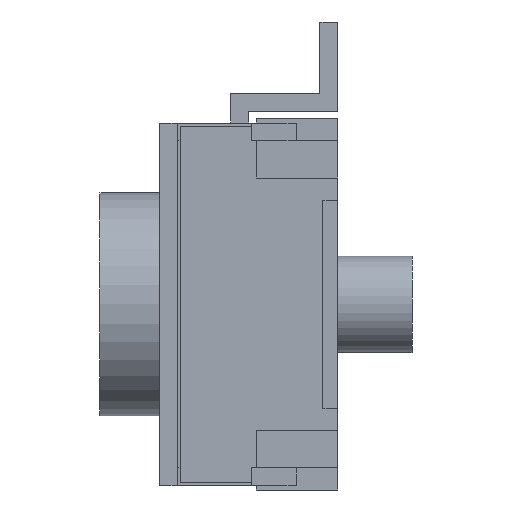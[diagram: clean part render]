
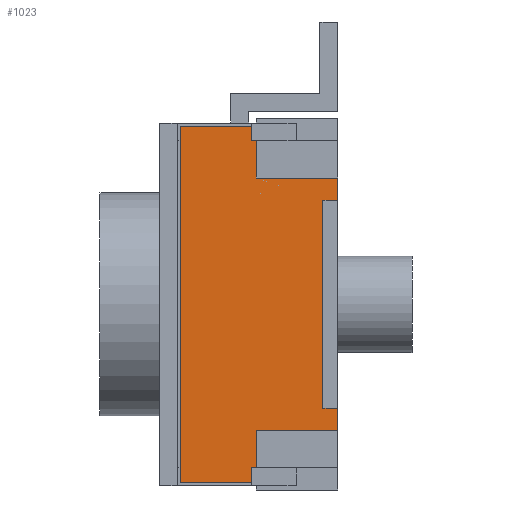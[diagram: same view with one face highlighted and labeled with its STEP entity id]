
A CAD part, left-side view. The second image highlights one B-rep face of the part: STEP entity #1023.
In plain terms, the highlighted planar face has unit normal (-1, 0, 0).
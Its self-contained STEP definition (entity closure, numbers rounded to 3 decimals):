
#3 = CARTESIAN_POINT ( 'NONE',  ( -1.5, 1.06, -1.2 ) ) ;
#37 = CARTESIAN_POINT ( 'NONE',  ( -1.5, 0.58, 1.1 ) ) ;
#70 = DIRECTION ( 'NONE',  ( 1., 0., 0. ) ) ;
#76 = LINE ( 'NONE', #121, #1006 ) ;
#87 = CARTESIAN_POINT ( 'NONE',  ( -1.5, 1.06, -1.2 ) ) ;
#115 = DIRECTION ( 'NONE',  ( 0., 0., -1. ) ) ;
#121 = CARTESIAN_POINT ( 'NONE',  ( -1.5, 0.58, 1.22 ) ) ;
#158 = VECTOR ( 'NONE', #478, 1000. ) ;
#161 = CARTESIAN_POINT ( 'NONE',  ( -1.5, 0.55, 0.85 ) ) ;
#163 = VECTOR ( 'NONE', #2522, 1000. ) ;
#184 = ORIENTED_EDGE ( 'NONE', *, *, #1525, .F. ) ;
#206 = LINE ( 'NONE', #3, #669 ) ;
#216 = VERTEX_POINT ( 'NONE', #874 ) ;
#244 = CARTESIAN_POINT ( 'NONE',  ( -1.5, 1.06, -0.7 ) ) ;
#245 = VERTEX_POINT ( 'NONE', #2487 ) ;
#266 = EDGE_CURVE ( 'NONE', #2486, #216, #76, .T. ) ;
#326 = ORIENTED_EDGE ( 'NONE', *, *, #608, .F. ) ;
#345 = ORIENTED_EDGE ( 'NONE', *, *, #1456, .T. ) ;
#403 = CARTESIAN_POINT ( 'NONE',  ( -1.5, 1.06, 1.2 ) ) ;
#451 = DIRECTION ( 'NONE',  ( 0., 0., -1. ) ) ;
#459 = DIRECTION ( 'NONE',  ( 0., 1., 0. ) ) ;
#463 = DIRECTION ( 'NONE',  ( 0., 0., 1. ) ) ;
#478 = DIRECTION ( 'NONE',  ( 0., 0., -1. ) ) ;
#524 = EDGE_CURVE ( 'NONE', #768, #674, #206, .T. ) ;
#525 = ORIENTED_EDGE ( 'NONE', *, *, #1606, .T. ) ;
#538 = EDGE_CURVE ( 'NONE', #939, #1563, #668, .T. ) ;
#567 = ORIENTED_EDGE ( 'NONE', *, *, #538, .F. ) ;
#592 = AXIS2_PLACEMENT_3D ( 'NONE', #1173, #70, #2058 ) ;
#608 = EDGE_CURVE ( 'NONE', #245, #674, #2223, .T. ) ;
#630 = LINE ( 'NONE', #1544, #673 ) ;
#651 = CARTESIAN_POINT ( 'NONE',  ( -1.5, 0., -0.7 ) ) ;
#655 = CARTESIAN_POINT ( 'NONE',  ( -1.5, 0.55, -0.85 ) ) ;
#668 = LINE ( 'NONE', #161, #158 ) ;
#669 = VECTOR ( 'NONE', #2656, 1000. ) ;
#673 = VECTOR ( 'NONE', #1511, 1000. ) ;
#674 = VERTEX_POINT ( 'NONE', #788 ) ;
#675 = ORIENTED_EDGE ( 'NONE', *, *, #2776, .F. ) ;
#741 = VERTEX_POINT ( 'NONE', #2077 ) ;
#763 = LINE ( 'NONE', #1417, #1411 ) ;
#768 = VERTEX_POINT ( 'NONE', #87 ) ;
#776 = ORIENTED_EDGE ( 'NONE', *, *, #2345, .T. ) ;
#788 = CARTESIAN_POINT ( 'NONE',  ( -1.5, 0.58, -1.2 ) ) ;
#817 = VERTEX_POINT ( 'NONE', #2825 ) ;
#832 = DIRECTION ( 'NONE',  ( 0., -1., 0. ) ) ;
#874 = CARTESIAN_POINT ( 'NONE',  ( -1.5, 0.58, 1.2 ) ) ;
#930 = EDGE_CURVE ( 'NONE', #2817, #1971, #2260, .T. ) ;
#939 = VERTEX_POINT ( 'NONE', #1763 ) ;
#951 = CARTESIAN_POINT ( 'NONE',  ( -1.5, 1.06, 1.1 ) ) ;
#977 = ORIENTED_EDGE ( 'NONE', *, *, #930, .T. ) ;
#982 = ORIENTED_EDGE ( 'NONE', *, *, #1886, .T. ) ;
#999 = CARTESIAN_POINT ( 'NONE',  ( -1.5, 1.06, -1.1 ) ) ;
#1006 = VECTOR ( 'NONE', #1220, 1000. ) ;
#1023 = ADVANCED_FACE ( 'NONE', ( #2652 ), #2727, .F. ) ;
#1034 = CARTESIAN_POINT ( 'NONE',  ( -1.5, 0., 1.22 ) ) ;
#1043 = ORIENTED_EDGE ( 'NONE', *, *, #1413, .F. ) ;
#1136 = VECTOR ( 'NONE', #2401, 1000. ) ;
#1142 = DIRECTION ( 'NONE',  ( 0., 1., 0. ) ) ;
#1152 = VECTOR ( 'NONE', #832, 1000. ) ;
#1173 = CARTESIAN_POINT ( 'NONE',  ( -1.5, 1.06, 1.22 ) ) ;
#1220 = DIRECTION ( 'NONE',  ( 0., 0., 1. ) ) ;
#1349 = EDGE_CURVE ( 'NONE', #2435, #817, #2076, .T. ) ;
#1358 = CARTESIAN_POINT ( 'NONE',  ( -1.5, 1.06, 1.22 ) ) ;
#1411 = VECTOR ( 'NONE', #115, 1000. ) ;
#1413 = EDGE_CURVE ( 'NONE', #2647, #1971, #763, .T. ) ;
#1417 = CARTESIAN_POINT ( 'NONE',  ( -1.5, 0.1, 1.22 ) ) ;
#1436 = ORIENTED_EDGE ( 'NONE', *, *, #524, .T. ) ;
#1456 = EDGE_CURVE ( 'NONE', #817, #2817, #2140, .T. ) ;
#1467 = CARTESIAN_POINT ( 'NONE',  ( -1.5, 1.06, 0.7 ) ) ;
#1475 = CARTESIAN_POINT ( 'NONE',  ( -1.5, 0.1, 0.7 ) ) ;
#1490 = DIRECTION ( 'NONE',  ( 0., 0., 1. ) ) ;
#1511 = DIRECTION ( 'NONE',  ( 0., -1., 0. ) ) ;
#1525 = EDGE_CURVE ( 'NONE', #1563, #2410, #630, .T. ) ;
#1544 = CARTESIAN_POINT ( 'NONE',  ( -1.5, 0.55, 0.85 ) ) ;
#1547 = VECTOR ( 'NONE', #451, 1000. ) ;
#1563 = VERTEX_POINT ( 'NONE', #2665 ) ;
#1604 = LINE ( 'NONE', #951, #2109 ) ;
#1606 = EDGE_CURVE ( 'NONE', #939, #2486, #1604, .T. ) ;
#1638 = VECTOR ( 'NONE', #2163, 1000. ) ;
#1653 = LINE ( 'NONE', #999, #1731 ) ;
#1665 = LINE ( 'NONE', #655, #1638 ) ;
#1720 = DIRECTION ( 'NONE',  ( 0., -1., 0. ) ) ;
#1731 = VECTOR ( 'NONE', #2566, 1000. ) ;
#1749 = VECTOR ( 'NONE', #463, 1000. ) ;
#1756 = ORIENTED_EDGE ( 'NONE', *, *, #2672, .F. ) ;
#1759 = ORIENTED_EDGE ( 'NONE', *, *, #2633, .T. ) ;
#1763 = CARTESIAN_POINT ( 'NONE',  ( -1.5, 0.55, 1.1 ) ) ;
#1775 = CARTESIAN_POINT ( 'NONE',  ( -1.5, 0.55, -0.85 ) ) ;
#1818 = VERTEX_POINT ( 'NONE', #2315 ) ;
#1886 = EDGE_CURVE ( 'NONE', #2544, #2410, #2199, .T. ) ;
#1971 = VERTEX_POINT ( 'NONE', #2586 ) ;
#2058 = DIRECTION ( 'NONE',  ( 0., 1., 0. ) ) ;
#2074 = EDGE_CURVE ( 'NONE', #768, #741, #2453, .T. ) ;
#2076 = LINE ( 'NONE', #2770, #163 ) ;
#2077 = CARTESIAN_POINT ( 'NONE',  ( -1.5, 1.06, 1.2 ) ) ;
#2105 = VECTOR ( 'NONE', #1720, 1000. ) ;
#2109 = VECTOR ( 'NONE', #459, 1000. ) ;
#2140 = LINE ( 'NONE', #1034, #1136 ) ;
#2154 = LINE ( 'NONE', #1467, #1152 ) ;
#2163 = DIRECTION ( 'NONE',  ( 0., 0., -1. ) ) ;
#2166 = CARTESIAN_POINT ( 'NONE',  ( -1.5, 0., 1.22 ) ) ;
#2199 = LINE ( 'NONE', #2166, #2353 ) ;
#2223 = LINE ( 'NONE', #2455, #1547 ) ;
#2245 = CARTESIAN_POINT ( 'NONE',  ( -1.5, 0., 0.85 ) ) ;
#2260 = LINE ( 'NONE', #244, #2588 ) ;
#2315 = CARTESIAN_POINT ( 'NONE',  ( -1.5, 0.55, -1.1 ) ) ;
#2345 = EDGE_CURVE ( 'NONE', #2647, #2544, #2154, .T. ) ;
#2353 = VECTOR ( 'NONE', #1490, 1000. ) ;
#2401 = DIRECTION ( 'NONE',  ( 0., 0., 1. ) ) ;
#2410 = VERTEX_POINT ( 'NONE', #2245 ) ;
#2435 = VERTEX_POINT ( 'NONE', #1775 ) ;
#2453 = LINE ( 'NONE', #1358, #1749 ) ;
#2455 = CARTESIAN_POINT ( 'NONE',  ( -1.5, 0.58, 1.22 ) ) ;
#2474 = ORIENTED_EDGE ( 'NONE', *, *, #266, .T. ) ;
#2486 = VERTEX_POINT ( 'NONE', #37 ) ;
#2487 = CARTESIAN_POINT ( 'NONE',  ( -1.5, 0.58, -1.1 ) ) ;
#2512 = ORIENTED_EDGE ( 'NONE', *, *, #1349, .T. ) ;
#2522 = DIRECTION ( 'NONE',  ( 0., -1., 0. ) ) ;
#2544 = VERTEX_POINT ( 'NONE', #2679 ) ;
#2566 = DIRECTION ( 'NONE',  ( 0., -1., 0. ) ) ;
#2586 = CARTESIAN_POINT ( 'NONE',  ( -1.5, 0.1, -0.7 ) ) ;
#2588 = VECTOR ( 'NONE', #1142, 1000. ) ;
#2600 = EDGE_LOOP ( 'NONE', ( #1043, #776, #982, #184, #567, #525, #2474, #675, #2785, #1436, #326, #1759, #1756, #2512, #345, #977 ) ) ;
#2633 = EDGE_CURVE ( 'NONE', #245, #1818, #1653, .T. ) ;
#2647 = VERTEX_POINT ( 'NONE', #1475 ) ;
#2652 = FACE_OUTER_BOUND ( 'NONE', #2600, .T. ) ;
#2656 = DIRECTION ( 'NONE',  ( 0., -1., 0. ) ) ;
#2665 = CARTESIAN_POINT ( 'NONE',  ( -1.5, 0.55, 0.85 ) ) ;
#2672 = EDGE_CURVE ( 'NONE', #2435, #1818, #1665, .T. ) ;
#2679 = CARTESIAN_POINT ( 'NONE',  ( -1.5, 0., 0.7 ) ) ;
#2727 = PLANE ( 'NONE',  #592 ) ;
#2770 = CARTESIAN_POINT ( 'NONE',  ( -1.5, 0.55, -0.85 ) ) ;
#2776 = EDGE_CURVE ( 'NONE', #741, #216, #2800, .T. ) ;
#2785 = ORIENTED_EDGE ( 'NONE', *, *, #2074, .F. ) ;
#2800 = LINE ( 'NONE', #403, #2105 ) ;
#2817 = VERTEX_POINT ( 'NONE', #651 ) ;
#2825 = CARTESIAN_POINT ( 'NONE',  ( -1.5, 0., -0.85 ) ) ;
